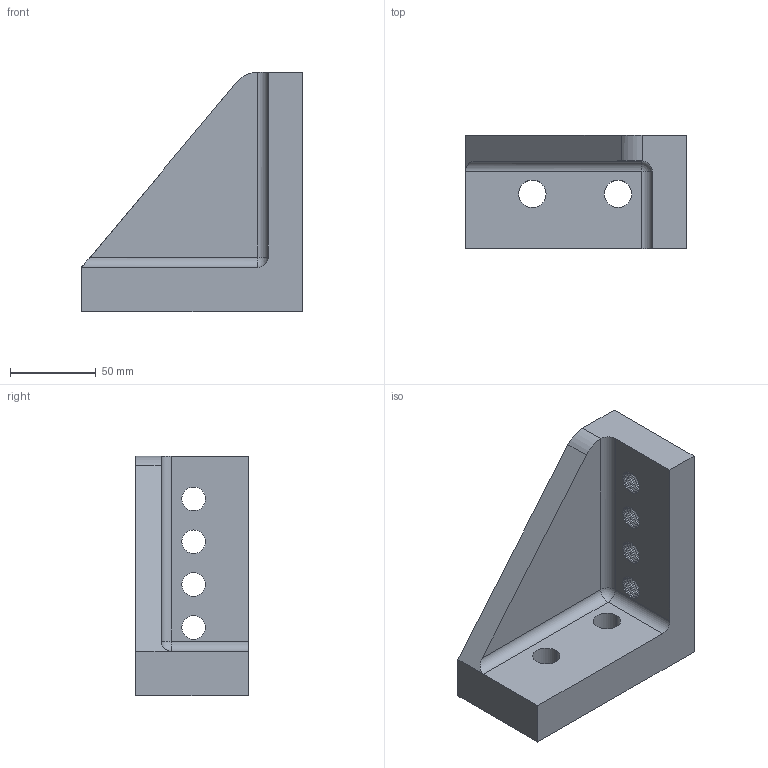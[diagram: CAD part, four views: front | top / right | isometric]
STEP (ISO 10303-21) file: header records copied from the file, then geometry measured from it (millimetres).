
FILE_DESCRIPTION(('STEP AP214'),'1');
FILE_NAME(' ',' ',('TraceParts'),('TraceParts S.A.'),'XStep 1.0',' ',' ');
FILE_SCHEMA(('automotive_design'));
Length unit declared in the file: millimetre
Products named in the file (1): 1
Bounding box: 129 x 66 x 140 mm (x, y, z)
Volume: 453612 mm3; surface area: 66043.7 mm2
Topology: 1 solids, 1 shells, 433 faces, 884 edges, 454 vertices
Faces by surface type: torus 160, cone 160, cylinder 100, plane 12, sphere 1
Entity records: 21363 total; most frequent: DIRECTION 2350, CARTESIAN_POINT 1774, STYLED_ITEM 1771, PRESENTATION_STYLE_ASSIGNMENT 1771, COLOUR_RGB 1771, ORIENTED_EDGE 1766, AXIS2_PLACEMENT_3D 1034, EDGE_CURVE 883
